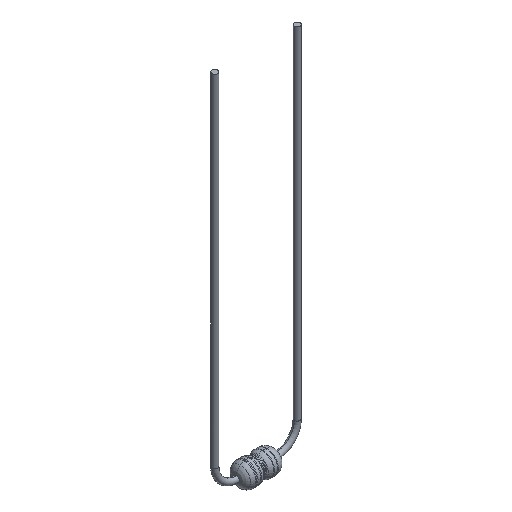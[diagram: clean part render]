
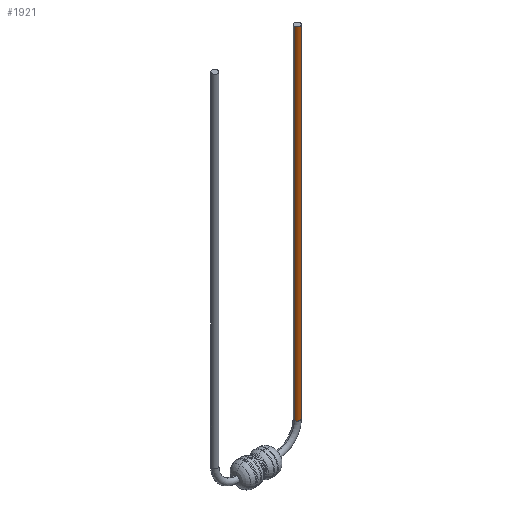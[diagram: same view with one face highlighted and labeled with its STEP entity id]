
A CAD part, isometric view. The second image highlights one B-rep face of the part: STEP entity #1921.
In plain terms, the highlighted cylindrical face has radius 0.225 mm (diameter 0.45 mm), a partial arc.
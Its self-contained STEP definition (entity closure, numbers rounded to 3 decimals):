
#1558 = CARTESIAN_POINT ( 'NONE',  ( 6.575, 0., 1.675 ) ) ;
#1564 = CARTESIAN_POINT ( 'NONE',  ( 6.125, 0., 1.675 ) ) ;
#1588 = DIRECTION ( 'NONE',  ( -1., 0., 0. ) ) ;
#1589 = DIRECTION ( 'NONE',  ( 0., 0., -1. ) ) ;
#1590 = CARTESIAN_POINT ( 'NONE',  ( 6.35, 0., 1.675 ) ) ;
#1591 = AXIS2_PLACEMENT_3D ( 'NONE', #1590, #1589, #1588 ) ;
#1592 = CARTESIAN_POINT ( 'NONE',  ( 6.125, 0., 28. ) ) ;
#1617 = CIRCLE ( 'NONE', #1591, 0.225 ) ;
#1619 = CYLINDRICAL_SURFACE ( 'NONE', #1634, 0.225 ) ;
#1621 = FACE_OUTER_BOUND ( 'NONE', #1927, .T. ) ;
#1622 = CARTESIAN_POINT ( 'NONE',  ( 6.35, 0., 1.675 ) ) ;
#1623 = DIRECTION ( 'NONE',  ( 0., 0., 1. ) ) ;
#1629 = VECTOR ( 'NONE', #1623, 1000. ) ;
#1630 = CARTESIAN_POINT ( 'NONE',  ( 6.575, 0., 1.675 ) ) ;
#1631 = LINE ( 'NONE', #1630, #1629 ) ;
#1634 = AXIS2_PLACEMENT_3D ( 'NONE', #1622, #1674, #1671 ) ;
#1670 = CARTESIAN_POINT ( 'NONE',  ( 6.35, 0., 28. ) ) ;
#1671 = DIRECTION ( 'NONE',  ( 1., 0., 0. ) ) ;
#1673 = CIRCLE ( 'NONE', #1708, 0.225 ) ;
#1674 = DIRECTION ( 'NONE',  ( 0., 0., 1. ) ) ;
#1675 = CARTESIAN_POINT ( 'NONE',  ( 6.575, 0., 28. ) ) ;
#1706 = DIRECTION ( 'NONE',  ( -1., 0., 0. ) ) ;
#1707 = DIRECTION ( 'NONE',  ( 0., 0., -1. ) ) ;
#1708 = AXIS2_PLACEMENT_3D ( 'NONE', #1670, #1707, #1706 ) ;
#1718 = DIRECTION ( 'NONE',  ( 0., 0., 1. ) ) ;
#1719 = VECTOR ( 'NONE', #1718, 1000. ) ;
#1720 = CARTESIAN_POINT ( 'NONE',  ( 6.125, 0., 1.675 ) ) ;
#1721 = LINE ( 'NONE', #1720, #1719 ) ;
#1895 = VERTEX_POINT ( 'NONE', #1558 ) ;
#1898 = VERTEX_POINT ( 'NONE', #1564 ) ;
#1904 = EDGE_CURVE ( 'NONE', #1895, #1898, #1617, .T. ) ;
#1906 = VERTEX_POINT ( 'NONE', #1592 ) ;
#1919 = EDGE_CURVE ( 'NONE', #1895, #1922, #1631, .T. ) ;
#1921 = ADVANCED_FACE ( 'NONE', ( #1621 ), #1619, .T. ) ;
#1922 = VERTEX_POINT ( 'NONE', #1675 ) ;
#1927 = EDGE_LOOP ( 'NONE', ( #1928, #1933, #1929, #1937 ) ) ;
#1928 = ORIENTED_EDGE ( 'NONE', *, *, #1960, .F. ) ;
#1929 = ORIENTED_EDGE ( 'NONE', *, *, #1919, .T. ) ;
#1933 = ORIENTED_EDGE ( 'NONE', *, *, #1904, .F. ) ;
#1934 = EDGE_CURVE ( 'NONE', #1922, #1906, #1673, .T. ) ;
#1937 = ORIENTED_EDGE ( 'NONE', *, *, #1934, .T. ) ;
#1960 = EDGE_CURVE ( 'NONE', #1898, #1906, #1721, .T. ) ;
